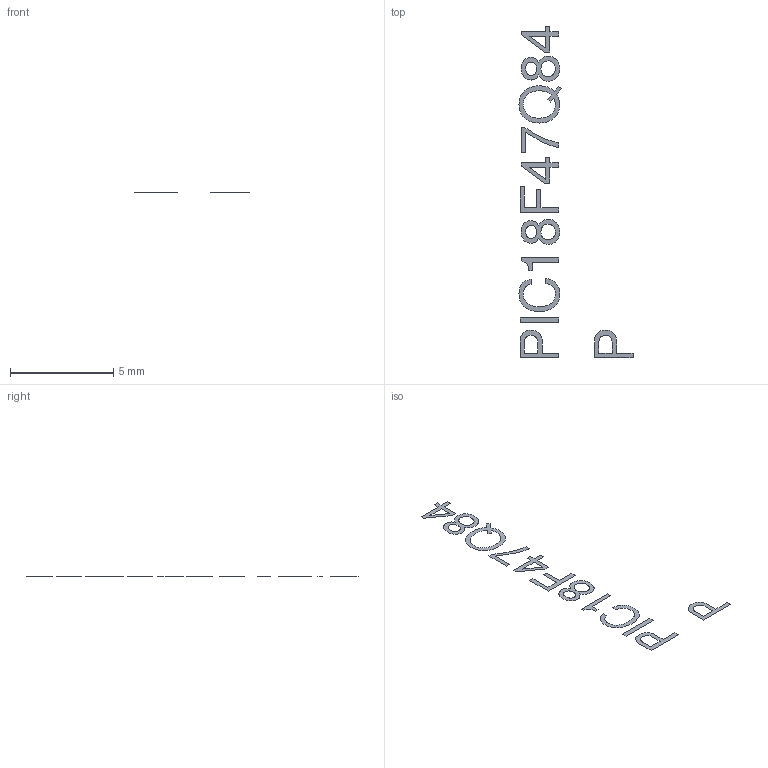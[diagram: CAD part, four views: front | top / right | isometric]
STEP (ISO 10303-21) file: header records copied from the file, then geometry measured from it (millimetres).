
FILE_DESCRIPTION(('FreeCAD Model'),'2;1');
FILE_NAME('Open CASCADE Shape Model','2023-04-29T06:50:41',('Author'),( ''),'Open CASCADE STEP processor 7.5','FreeCAD','Unknown');
FILE_SCHEMA(('AUTOMOTIVE_DESIGN { 1 0 10303 214 1 1 1 1 }'));
Length unit declared in the file: millimetre
Products named in the file (3): text_smd_PIC; Line01; Line02
Assembly tree (2 placements, depth 2):
  text_smd_PIC
    Line01
    Line02
Bounding box: 5.52 x 16.06 x 0 mm (x, y, z)
Surface area: 10.6 mm2 (no closed solid volume)
Topology: 0 solids, 12 shells, 12 faces, 195 edges, 195 vertices
Faces by surface type: plane 12
Entity records: 1861 total; most frequent: CARTESIAN_POINT 641, ORIENTED_EDGE 195, EDGE_CURVE 195, VERTEX_POINT 195, B_SPLINE_CURVE_WITH_KNOTS 118, DIRECTION 107, LINE 77, VECTOR 77
